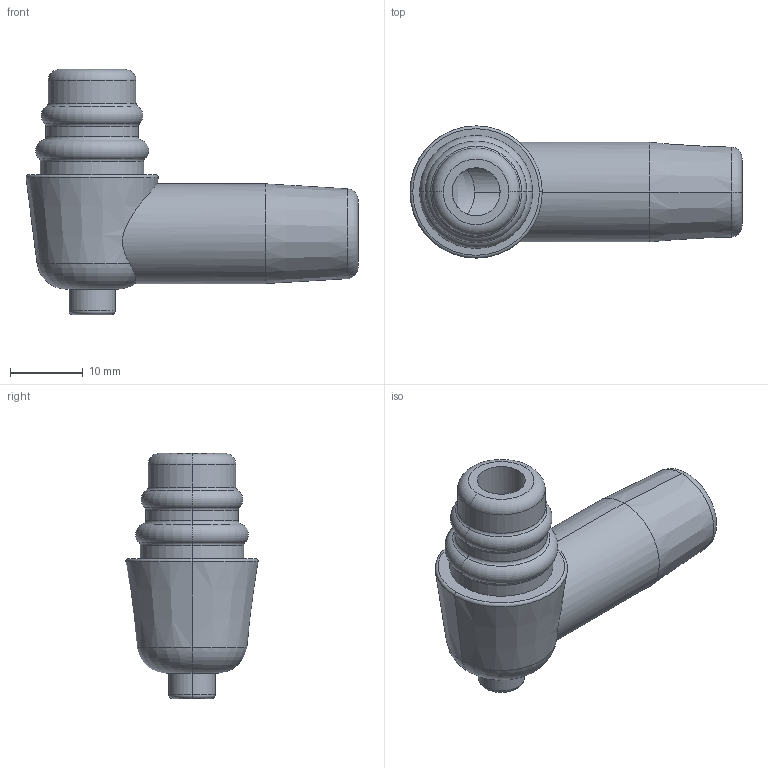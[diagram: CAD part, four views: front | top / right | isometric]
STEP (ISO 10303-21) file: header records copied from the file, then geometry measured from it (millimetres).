
FILE_DESCRIPTION (( 'STEP AP203' ), '1' );
FILE_NAME ('CB8.STEP', '2019-11-01T18:46:48', ( 'tempuser' ), ( 'Microsoft' ), 'SwSTEP 2.0', 'SolidWorks 2019', '' );
FILE_SCHEMA (( 'CONFIG_CONTROL_DESIGN' ));
Length unit declared in the file: inch
Products named in the file (1): CB8
Bounding box: 45.67 x 18.18 x 33.73 mm (x, y, z)
Volume: 6930.6 mm3; surface area: 4320.3 mm2
Topology: 1 solids, 1 shells, 60 faces, 130 edges, 72 vertices
Faces by surface type: torus 23, cylinder 16, plane 10, cone 6, bspline 5
Entity records: 2161 total; most frequent: CARTESIAN_POINT 780, DIRECTION 302, ORIENTED_EDGE 256, AXIS2_PLACEMENT_3D 137, EDGE_CURVE 128, CIRCLE 81, VERTEX_POINT 72, EDGE_LOOP 64
